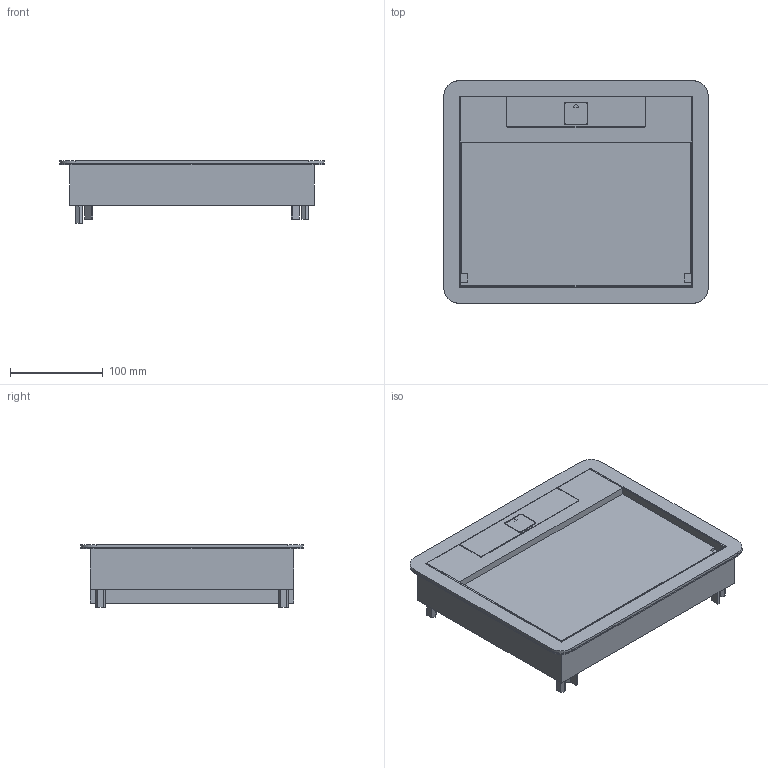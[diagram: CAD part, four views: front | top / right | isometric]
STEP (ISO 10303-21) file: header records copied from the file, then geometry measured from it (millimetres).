
FILE_DESCRIPTION(('CATIA V5 STEP Exchange','CAx-IF Rec.Pracs.--- Composite Materials ---3.4---2017-06-13'),'2;1');
FILE_NAME('LG-080734-S-closed.stp','2025-05-02T15:15:09+00:00',('none'),('none'),'CATIA Version 5-6 Release 2020','CATIA V5 STEP AP203 v1','none');
FILE_SCHEMA(('CONFIG_CONTROL_DESIGN'));
Length unit declared in the file: millimetre
Products named in the file (2): A029388_A; A027504_A
Assembly tree (4 placements, depth 3):
  A029388_A
    #57
    #3531
    A027504_A
      #13741
Bounding box: 285 x 240 x 67.77 mm (x, y, z)
Volume: 649662.8 mm3; surface area: 430959 mm2
Topology: 3 solids, 3 shells, 618 faces, 1836 edges, 1206 vertices
Faces by surface type: plane 493, cylinder 117, extrusion 8
Entity records: 19283 total; most frequent: ORIENTED_EDGE 3672, CARTESIAN_POINT 3519, DIRECTION 2560, EDGE_CURVE 1836, VECTOR 1544, LINE 1536, VERTEX_POINT 1206, EDGE_LOOP 684
